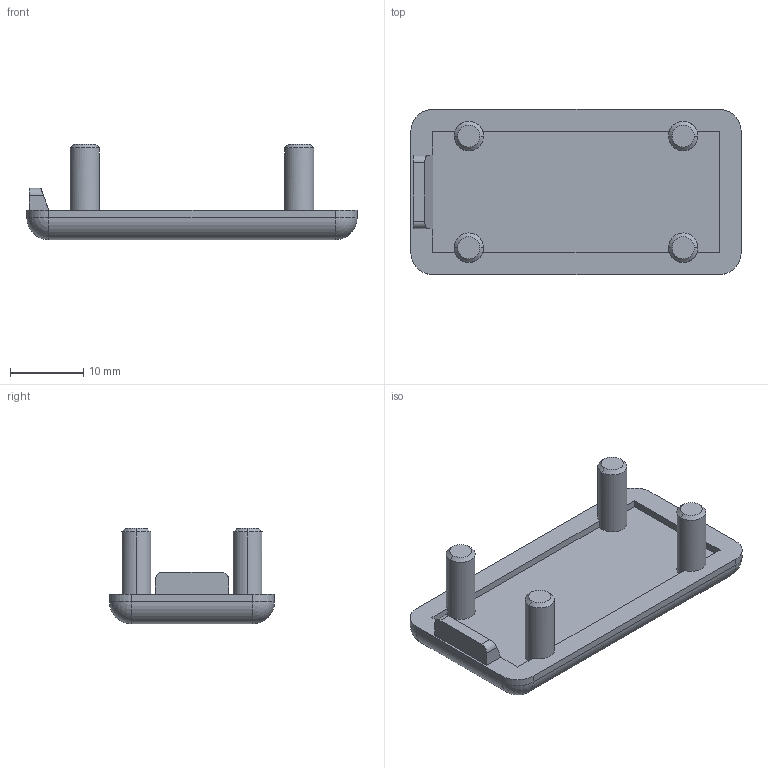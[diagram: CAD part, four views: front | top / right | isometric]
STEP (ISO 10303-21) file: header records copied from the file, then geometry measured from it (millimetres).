
FILE_DESCRIPTION (( 'STEP AP214' ), '1' );
FILE_NAME ('091002.STEP', '2014-08-21T13:28:02', ( '' ), ( '' ), 'SwSTEP 2.0', 'SolidWorks 2014', '' );
FILE_SCHEMA (( 'AUTOMOTIVE_DESIGN' ));
Length unit declared in the file: millimetre
Products named in the file (1): 091002
Bounding box: 45 x 22.5 x 13 mm (x, y, z)
Volume: 3678.8 mm3; surface area: 2982.1 mm2
Topology: 1 solids, 1 shells, 54 faces, 135 edges, 80 vertices
Faces by surface type: plane 24, cylinder 18, cone 8, sphere 4
Entity records: 1603 total; most frequent: DIRECTION 289, CARTESIAN_POINT 272, ORIENTED_EDGE 262, EDGE_CURVE 131, AXIS2_PLACEMENT_3D 105, VERTEX_POINT 80, LINE 79, VECTOR 79
